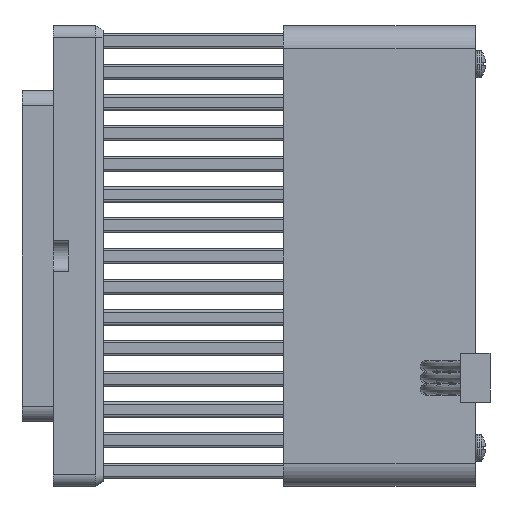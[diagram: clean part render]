
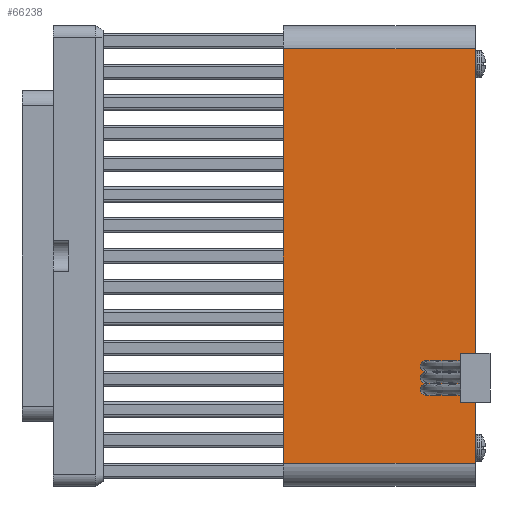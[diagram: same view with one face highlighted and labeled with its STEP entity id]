
A CAD part, left-side view. The second image highlights one B-rep face of the part: STEP entity #66238.
In plain terms, the highlighted planar face has unit normal (-1, 0, 0).
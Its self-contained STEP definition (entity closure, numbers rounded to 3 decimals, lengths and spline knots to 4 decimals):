
#61 = VERTEX_POINT ( 'NONE', #48894 ) ;
#944 = ORIENTED_EDGE ( 'NONE', *, *, #6015, .T. ) ;
#2407 = CARTESIAN_POINT ( 'NONE',  ( -1.1811, -1.9122, -0.5648 ) ) ;
#3316 = CARTESIAN_POINT ( 'NONE',  ( -1.1811, -1.9122, -0.6848 ) ) ;
#5303 = FACE_OUTER_BOUND ( 'NONE', #40035, .T. ) ;
#6015 = EDGE_CURVE ( 'NONE', #40453, #60395, #43488, .T. ) ;
#6538 = CARTESIAN_POINT ( 'NONE',  ( -1.1811, -2.1654, 1.1811 ) ) ;
#7076 = ORIENTED_EDGE ( 'NONE', *, *, #17206, .F. ) ;
#8693 = DIRECTION ( 'NONE',  ( -1., 0., 0. ) ) ;
#9346 = LINE ( 'NONE', #57736, #72040 ) ;
#9704 = CARTESIAN_POINT ( 'NONE',  ( -1.1811, -1.1811, 1.1811 ) ) ;
#10056 = VECTOR ( 'NONE', #12794, 39.3701 ) ;
#10487 = ORIENTED_EDGE ( 'NONE', *, *, #55941, .F. ) ;
#12654 = CARTESIAN_POINT ( 'NONE',  ( -1.1811, -2.1654, -1.063 ) ) ;
#12794 = DIRECTION ( 'NONE',  ( 0., 0., -1. ) ) ;
#14713 = DIRECTION ( 'NONE',  ( 0., 0., -1. ) ) ;
#14962 = EDGE_LOOP ( 'NONE', ( #36264, #10487 ) ) ;
#15590 = ORIENTED_EDGE ( 'NONE', *, *, #40747, .F. ) ;
#17206 = EDGE_CURVE ( 'NONE', #40453, #36778, #47504, .T. ) ;
#17693 = DIRECTION ( 'NONE',  ( 0., 0., -1. ) ) ;
#19040 = CARTESIAN_POINT ( 'NONE',  ( -1.1811, -1.9122, -0.7136 ) ) ;
#20322 = EDGE_LOOP ( 'NONE', ( #15590, #54405 ) ) ;
#20454 = CIRCLE ( 'NONE', #27943, 0.0288 ) ;
#21174 = CARTESIAN_POINT ( 'NONE',  ( -1.1811, -1.9122, -0.5648 ) ) ;
#24046 = CARTESIAN_POINT ( 'NONE',  ( -1.1811, -1.9122, -0.5936 ) ) ;
#24798 = CARTESIAN_POINT ( 'NONE',  ( -1.1811, -2.1654, 1.1811 ) ) ;
#25088 = LINE ( 'NONE', #9704, #59657 ) ;
#25100 = ORIENTED_EDGE ( 'NONE', *, *, #34275, .F. ) ;
#27849 = CARTESIAN_POINT ( 'NONE',  ( -1.1811, -1.1811, 1.063 ) ) ;
#27943 = AXIS2_PLACEMENT_3D ( 'NONE', #58795, #28801, #29054 ) ;
#28184 = AXIS2_PLACEMENT_3D ( 'NONE', #3316, #62671, #38629 ) ;
#28801 = DIRECTION ( 'NONE',  ( -1., 0., 0. ) ) ;
#29054 = DIRECTION ( 'NONE',  ( 0., 0., -1. ) ) ;
#29494 = VECTOR ( 'NONE', #57833, 39.3701 ) ;
#30138 = VERTEX_POINT ( 'NONE', #34321 ) ;
#30310 = VERTEX_POINT ( 'NONE', #24046 ) ;
#31040 = CIRCLE ( 'NONE', #50649, 0.0288 ) ;
#32939 = ORIENTED_EDGE ( 'NONE', *, *, #53185, .F. ) ;
#33220 = DIRECTION ( 'NONE',  ( 0., 0., -1. ) ) ;
#33530 = EDGE_CURVE ( 'NONE', #50257, #36778, #9346, .T. ) ;
#33633 = ORIENTED_EDGE ( 'NONE', *, *, #61309, .T. ) ;
#34275 = EDGE_CURVE ( 'NONE', #30138, #37272, #77321, .T. ) ;
#34321 = CARTESIAN_POINT ( 'NONE',  ( -1.1811, -1.9122, -0.6536 ) ) ;
#34716 = DIRECTION ( 'NONE',  ( -1., 0., 0. ) ) ;
#35276 = FACE_BOUND ( 'NONE', #14962, .T. ) ;
#36202 = CARTESIAN_POINT ( 'NONE',  ( -1.1811, -2.1654, 1.063 ) ) ;
#36249 = AXIS2_PLACEMENT_3D ( 'NONE', #59201, #34716, #17693 ) ;
#36264 = ORIENTED_EDGE ( 'NONE', *, *, #75225, .F. ) ;
#36778 = VERTEX_POINT ( 'NONE', #12654 ) ;
#37272 = VERTEX_POINT ( 'NONE', #62213 ) ;
#38629 = DIRECTION ( 'NONE',  ( 0., 0., -1. ) ) ;
#39747 = DIRECTION ( 'NONE',  ( 0., -1., 0. ) ) ;
#40035 = EDGE_LOOP ( 'NONE', ( #7076, #944, #33633, #51214 ) ) ;
#40453 = VERTEX_POINT ( 'NONE', #36202 ) ;
#40747 = EDGE_CURVE ( 'NONE', #61, #30310, #31040, .T. ) ;
#43488 = LINE ( 'NONE', #27849, #29494 ) ;
#43616 = CARTESIAN_POINT ( 'NONE',  ( -1.1811, -1.1811, 1.063 ) ) ;
#44933 = EDGE_LOOP ( 'NONE', ( #32939, #25100 ) ) ;
#46419 = FACE_BOUND ( 'NONE', #20322, .T. ) ;
#47504 = LINE ( 'NONE', #6538, #10056 ) ;
#48894 = CARTESIAN_POINT ( 'NONE',  ( -1.1811, -1.9122, -0.5361 ) ) ;
#49783 = CARTESIAN_POINT ( 'NONE',  ( -1.1811, -1.9122, -0.6561 ) ) ;
#49863 = PLANE ( 'NONE',  #56079 ) ;
#50257 = VERTEX_POINT ( 'NONE', #52906 ) ;
#50649 = AXIS2_PLACEMENT_3D ( 'NONE', #2407, #8693, #14713 ) ;
#51214 = ORIENTED_EDGE ( 'NONE', *, *, #33530, .T. ) ;
#52083 = DIRECTION ( 'NONE',  ( 0., 0., -1. ) ) ;
#52321 = CIRCLE ( 'NONE', #74559, 0.0288 ) ;
#52848 = DIRECTION ( 'NONE',  ( -1., 0., 0. ) ) ;
#52906 = CARTESIAN_POINT ( 'NONE',  ( -1.1811, -1.1811, -1.063 ) ) ;
#53185 = EDGE_CURVE ( 'NONE', #37272, #30138, #20454, .T. ) ;
#53357 = CIRCLE ( 'NONE', #66057, 0.0288 ) ;
#54405 = ORIENTED_EDGE ( 'NONE', *, *, #64329, .F. ) ;
#55352 = DIRECTION ( 'NONE',  ( 0., 0., 1. ) ) ;
#55941 = EDGE_CURVE ( 'NONE', #64701, #74251, #53357, .T. ) ;
#56079 = AXIS2_PLACEMENT_3D ( 'NONE', #24798, #66635, #55352 ) ;
#56232 = CIRCLE ( 'NONE', #28184, 0.0288 ) ;
#57640 = FACE_BOUND ( 'NONE', #44933, .T. ) ;
#57736 = CARTESIAN_POINT ( 'NONE',  ( -1.1811, -2.1654, -1.063 ) ) ;
#57833 = DIRECTION ( 'NONE',  ( 0., 1., 0. ) ) ;
#58795 = CARTESIAN_POINT ( 'NONE',  ( -1.1811, -1.9122, -0.6248 ) ) ;
#59201 = CARTESIAN_POINT ( 'NONE',  ( -1.1811, -1.9122, -0.6248 ) ) ;
#59657 = VECTOR ( 'NONE', #75612, 39.3701 ) ;
#60395 = VERTEX_POINT ( 'NONE', #43616 ) ;
#61309 = EDGE_CURVE ( 'NONE', #60395, #50257, #25088, .T. ) ;
#62213 = CARTESIAN_POINT ( 'NONE',  ( -1.1811, -1.9122, -0.5961 ) ) ;
#62671 = DIRECTION ( 'NONE',  ( -1., 0., 0. ) ) ;
#62986 = DIRECTION ( 'NONE',  ( -1., 0., 0. ) ) ;
#64329 = EDGE_CURVE ( 'NONE', #30310, #61, #52321, .T. ) ;
#64413 = CARTESIAN_POINT ( 'NONE',  ( -1.1811, -1.9122, -0.6848 ) ) ;
#64701 = VERTEX_POINT ( 'NONE', #19040 ) ;
#66057 = AXIS2_PLACEMENT_3D ( 'NONE', #64413, #52848, #52083 ) ;
#66238 = ADVANCED_FACE ( 'NONE', ( #5303, #35276, #57640, #46419 ), #49863, .F. ) ;
#66635 = DIRECTION ( 'NONE',  ( 1., 0., 0. ) ) ;
#72040 = VECTOR ( 'NONE', #39747, 39.3701 ) ;
#74251 = VERTEX_POINT ( 'NONE', #49783 ) ;
#74559 = AXIS2_PLACEMENT_3D ( 'NONE', #21174, #62986, #33220 ) ;
#75225 = EDGE_CURVE ( 'NONE', #74251, #64701, #56232, .T. ) ;
#75612 = DIRECTION ( 'NONE',  ( 0., 0., -1. ) ) ;
#77321 = CIRCLE ( 'NONE', #36249, 0.0288 ) ;
